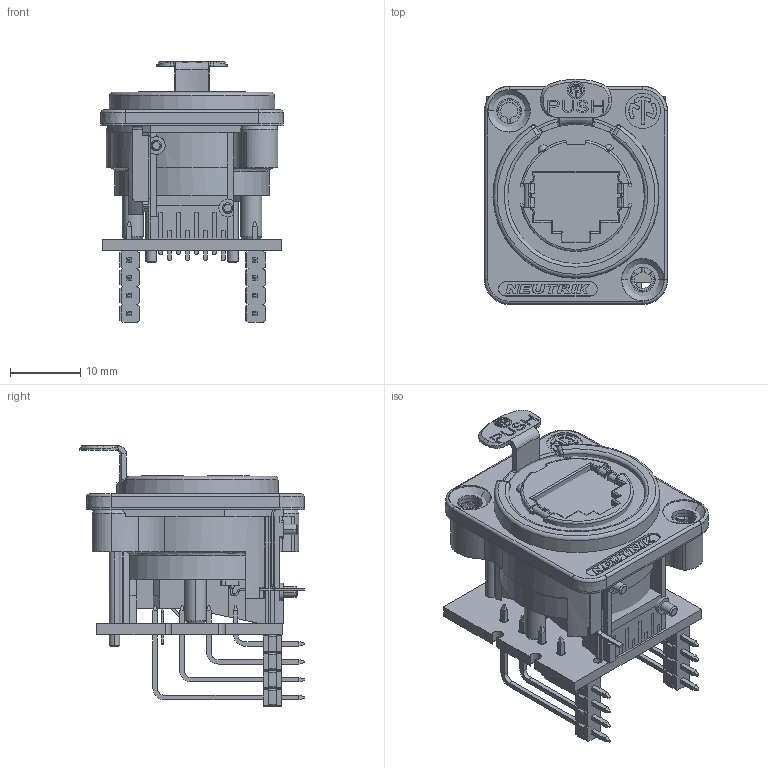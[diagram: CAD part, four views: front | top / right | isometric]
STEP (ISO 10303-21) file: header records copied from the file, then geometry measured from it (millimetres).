
FILE_DESCRIPTION((''),'2;1');
FILE_NAME('NE8FDH-C5E','2022-03-31T09:54:00',('elias.feurle'),(''),'CREO PARAMETRIC BY PTC INC, 2021184','CREO PARAMETRIC BY PTC INC, 2021184','');
FILE_SCHEMA(('CONFIG_CONTROL_DESIGN'));
Products named in the file (1): NE8FDH-C5E
Bounding box: 26 x 31.99 x 37.09 mm (x, y, z)
Volume: 11257.5 mm3; surface area: 17100.8 mm2
Topology: 21 solids, 22 shells, 2960 faces, 7938 edges, 5059 vertices
Faces by surface type: plane 2065, cylinder 534, bspline 218, cone 84, torus 42, sphere 17
Entity records: 97494 total; most frequent: CARTESIAN_POINT 24328, ORIENTED_EDGE 15854, DIRECTION 14176, EDGE_CURVE 7927, VECTOR 5952, LINE 5952, VERTEX_POINT 5059, AXIS2_PLACEMENT_3D 4112
